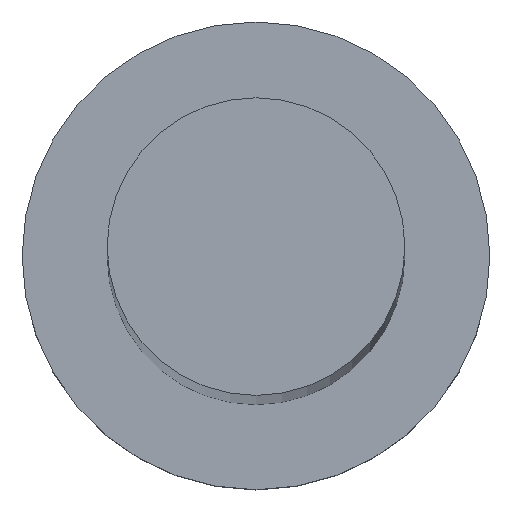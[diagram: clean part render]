
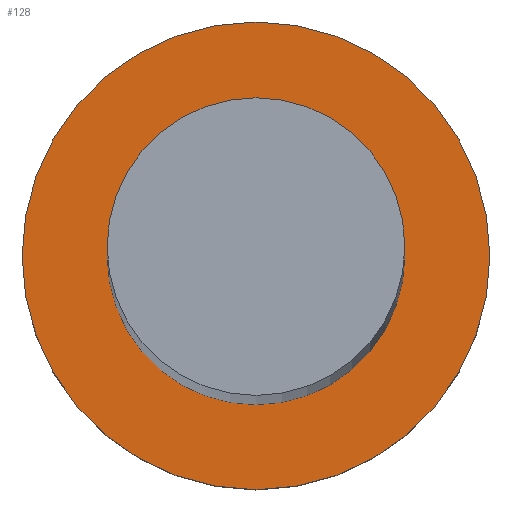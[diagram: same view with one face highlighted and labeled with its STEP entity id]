
A CAD part, top view. The second image highlights one B-rep face of the part: STEP entity #128.
In plain terms, the highlighted planar face has unit normal (0, 0, 1).
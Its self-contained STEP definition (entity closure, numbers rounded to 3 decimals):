
#6 = VERTEX_POINT ( 'NONE', #140 ) ;
#7 = CIRCLE ( 'NONE', #244, 11. ) ;
#8 = VERTEX_POINT ( 'NONE', #148 ) ;
#13 = PLANE ( 'NONE',  #88 ) ;
#15 = DIRECTION ( 'NONE',  ( 1., 0., 0. ) ) ;
#20 = EDGE_CURVE ( 'NONE', #6, #168, #198, .T. ) ;
#24 = AXIS2_PLACEMENT_3D ( 'NONE', #233, #144, #90 ) ;
#34 = DIRECTION ( 'NONE',  ( 0., 0., 1. ) ) ;
#40 = EDGE_CURVE ( 'NONE', #8, #188, #146, .T. ) ;
#47 = ORIENTED_EDGE ( 'NONE', *, *, #147, .T. ) ;
#50 = EDGE_LOOP ( 'NONE', ( #67, #47 ) ) ;
#54 = DIRECTION ( 'NONE',  ( 1., 0., 0. ) ) ;
#57 = CARTESIAN_POINT ( 'NONE',  ( 0., 0., 7. ) ) ;
#67 = ORIENTED_EDGE ( 'NONE', *, *, #40, .T. ) ;
#68 = CARTESIAN_POINT ( 'NONE',  ( 7., 0., 7. ) ) ;
#70 = CARTESIAN_POINT ( 'NONE',  ( 0., 0., 7. ) ) ;
#84 = ORIENTED_EDGE ( 'NONE', *, *, #20, .F. ) ;
#88 = AXIS2_PLACEMENT_3D ( 'NONE', #218, #34, #109 ) ;
#90 = DIRECTION ( 'NONE',  ( 1., 0., 0. ) ) ;
#91 = CARTESIAN_POINT ( 'NONE',  ( 0., 0., 7. ) ) ;
#104 = CIRCLE ( 'NONE', #24, 7. ) ;
#109 = DIRECTION ( 'NONE',  ( 1., 0., 0. ) ) ;
#116 = EDGE_CURVE ( 'NONE', #168, #6, #104, .T. ) ;
#122 = DIRECTION ( 'NONE',  ( 1., 0., 0. ) ) ;
#128 = ADVANCED_FACE ( 'NONE', ( #149, #154 ), #13, .T. ) ;
#131 = DIRECTION ( 'NONE',  ( 0., 0., 1. ) ) ;
#140 = CARTESIAN_POINT ( 'NONE',  ( -7., 0., 7. ) ) ;
#143 = DIRECTION ( 'NONE',  ( 0., 0., 1. ) ) ;
#144 = DIRECTION ( 'NONE',  ( 0., 0., 1. ) ) ;
#146 = CIRCLE ( 'NONE', #178, 11. ) ;
#147 = EDGE_CURVE ( 'NONE', #188, #8, #7, .T. ) ;
#148 = CARTESIAN_POINT ( 'NONE',  ( -11., 0., 7. ) ) ;
#149 = FACE_BOUND ( 'NONE', #215, .T. ) ;
#154 = FACE_OUTER_BOUND ( 'NONE', #50, .T. ) ;
#155 = AXIS2_PLACEMENT_3D ( 'NONE', #91, #143, #122 ) ;
#168 = VERTEX_POINT ( 'NONE', #68 ) ;
#178 = AXIS2_PLACEMENT_3D ( 'NONE', #70, #251, #15 ) ;
#188 = VERTEX_POINT ( 'NONE', #232 ) ;
#194 = ORIENTED_EDGE ( 'NONE', *, *, #116, .F. ) ;
#198 = CIRCLE ( 'NONE', #155, 7. ) ;
#215 = EDGE_LOOP ( 'NONE', ( #84, #194 ) ) ;
#218 = CARTESIAN_POINT ( 'NONE',  ( 0., 0., 7. ) ) ;
#232 = CARTESIAN_POINT ( 'NONE',  ( 11., 0., 7. ) ) ;
#233 = CARTESIAN_POINT ( 'NONE',  ( 0., 0., 7. ) ) ;
#244 = AXIS2_PLACEMENT_3D ( 'NONE', #57, #131, #54 ) ;
#251 = DIRECTION ( 'NONE',  ( 0., 0., 1. ) ) ;
